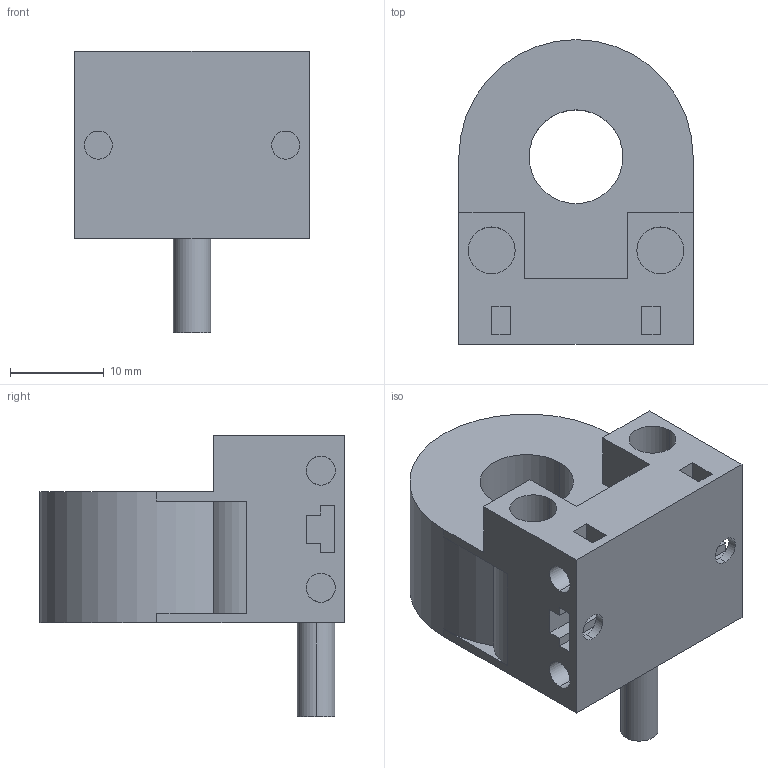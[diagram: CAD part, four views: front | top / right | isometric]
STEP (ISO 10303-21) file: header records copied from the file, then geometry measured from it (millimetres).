
FILE_DESCRIPTION((''),'2;1');
FILE_NAME('CAD0530_SW0001','2012-03-09T',('dhelisch'),(''),'PRO/ENGINEER BY PARAMETRIC TECHNOLOGY CORPORATION, 2007250','PRO/ENGINEER BY PARAMETRIC TECHNOLOGY CORPORATION, 2007250','');
FILE_SCHEMA(('CONFIG_CONTROL_DESIGN'));
Length unit declared in the file: millimetre
Products named in the file (1): CAD0530_SW0001
Bounding box: 25 x 32.5 x 30 mm (x, y, z)
Surface area: 4653.2 mm2 (no closed solid volume)
Topology: 0 solids, 1 shells, 99 faces, 276 edges, 184 vertices
Faces by surface type: plane 76, cylinder 23
Entity records: 4039 total; most frequent: CARTESIAN_POINT 559, DIRECTION 556, ORIENTED_EDGE 552, EDGE_CURVE 276, VECTOR 194, LINE 194, VERTEX_POINT 184, AXIS2_PLACEMENT_3D 181
